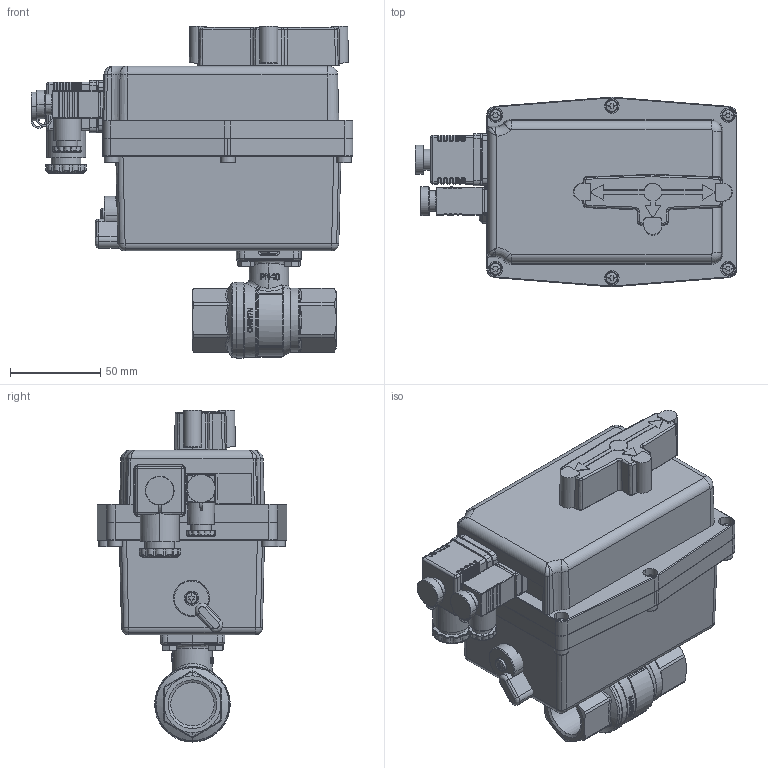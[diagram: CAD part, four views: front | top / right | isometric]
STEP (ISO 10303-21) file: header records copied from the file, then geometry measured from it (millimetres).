
FILE_DESCRIPTION(('HOOPS Exchange Step'),'2;1');
FILE_NAME('EK01_DN20.stp','2025-05-16T11:44:33+02:00',('nieru'),('Unknown organisation'),'HOOPS Exchange 2024.2','HOOPS Exchange','Unknown authorisation');
FILE_SCHEMA( ('AP203_CONFIGURATION_CONTROLLED_3D_DESIGN_OF_MECHANICAL_PARTS_AND_ASSEMBLIES_MIM_LF') );
Length unit declared in the file: millimetre
Products named in the file (3): 0; root
Assembly tree (2 placements, depth 3):
  root
    0
      0
Bounding box: 178.69 x 105.22 x 184.33 mm (x, y, z)
Volume: 1219029.8 mm3; surface area: 182243.4 mm2
Topology: 44 solids, 44 shells, 2731 faces, 6842 edges, 4236 vertices
Faces by surface type: cylinder 952, plane 699, bspline 483, torus 408, cone 137, sphere 44, offset 8
Full cylindrical faces by diameter (mm): 3.5 x6, 7 x1, 7.825 x1, 8 x6, 11 x1, 11.516 x1, 14.894 x1, 16.1 x1, 16.5 x1, 57.162 x1, 61 x1
Entity records: 125702 total; most frequent: CARTESIAN_POINT 67904, ORIENTED_EDGE 13620, DIRECTION 9735, EDGE_CURVE 6810, VERTEX_POINT 4236, AXIS2_PLACEMENT_3D 4068, B_SPLINE_CURVE_WITH_KNOTS 2936, EDGE_LOOP 2862
